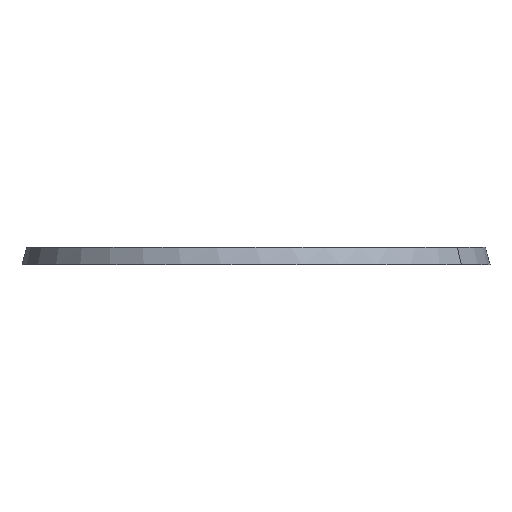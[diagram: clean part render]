
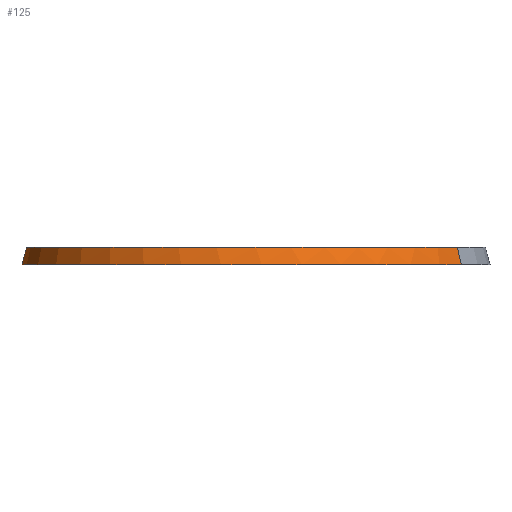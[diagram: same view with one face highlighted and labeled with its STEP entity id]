
A CAD part, left-side view. The second image highlights one B-rep face of the part: STEP entity #125.
In plain terms, the highlighted conical face has half-angle 14.995 degrees and reference radius 50 mm.
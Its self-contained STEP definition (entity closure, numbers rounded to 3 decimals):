
#53=CARTESIAN_POINT('Axis2P3D Location',(0.,0.,280.)) ;
#64=CARTESIAN_POINT('Vertex',(-58.73,-107.505,9.331)) ;
#71=CARTESIAN_POINT('Vertex',(58.73,107.505,9.331)) ;
#74=CARTESIAN_POINT('Line Origine',(41.95,76.788,140.)) ;
#78=CARTESIAN_POINT('Vertex',(59.928,109.698,0.)) ;
#85=CARTESIAN_POINT('Vertex',(-59.928,-109.698,0.)) ;
#88=CARTESIAN_POINT('Line Origine',(-41.95,-76.788,140.)) ;
#101=CARTESIAN_POINT('Axis2P3D Location',(0.,0.,9.331)) ;
#105=CARTESIAN_POINT('Vertex',(-122.501,0.,9.331)) ;
#108=CARTESIAN_POINT('Axis2P3D Location',(0.,0.,9.331)) ;
#113=CARTESIAN_POINT('Axis2P3D Location',(0.,0.,0.)) ;
#54=DIRECTION('Axis2P3D Direction',(0.,0.,-1.)) ;
#55=DIRECTION('Axis2P3D XDirection',(-0.479,-0.878,0.)) ;
#75=DIRECTION('Vector Direction',(0.124,0.227,-0.966)) ;
#89=DIRECTION('Vector Direction',(-0.124,-0.227,-0.966)) ;
#102=DIRECTION('Axis2P3D Direction',(0.,0.,-1.)) ;
#109=DIRECTION('Axis2P3D Direction',(0.,0.,-1.)) ;
#114=DIRECTION('Axis2P3D Direction',(0.,0.,-1.)) ;
#56=AXIS2_PLACEMENT_3D('Cone Axis2P3D',#53,#54,#55) ;
#103=AXIS2_PLACEMENT_3D('Circle Axis2P3D',#101,#102,$) ;
#110=AXIS2_PLACEMENT_3D('Circle Axis2P3D',#108,#109,$) ;
#115=AXIS2_PLACEMENT_3D('Circle Axis2P3D',#113,#114,$) ;
#119=ORIENTED_EDGE('',*,*,#107,.F.) ;
#120=ORIENTED_EDGE('',*,*,#112,.T.) ;
#121=ORIENTED_EDGE('',*,*,#92,.T.) ;
#122=ORIENTED_EDGE('',*,*,#117,.T.) ;
#123=ORIENTED_EDGE('',*,*,#80,.F.) ;
#76=VECTOR('Line Direction',#75,1.) ;
#90=VECTOR('Line Direction',#89,1.) ;
#125=ADVANCED_FACE('Split.3',(#124),#57,.F.) ;
#104=CIRCLE('generated circle',#103,122.501) ;
#111=CIRCLE('generated circle',#110,122.501) ;
#116=CIRCLE('generated circle',#115,125.) ;
#57=CONICAL_SURFACE('Cone',#56,50.,0.262) ;
#80=EDGE_CURVE('',#72,#79,#77,.T.) ;
#92=EDGE_CURVE('',#65,#86,#91,.T.) ;
#107=EDGE_CURVE('',#106,#72,#104,.T.) ;
#112=EDGE_CURVE('',#106,#65,#111,.F.) ;
#117=EDGE_CURVE('',#86,#79,#116,.T.) ;
#118=EDGE_LOOP('',(#119,#120,#121,#122,#123)) ;
#124=FACE_OUTER_BOUND('',#118,.T.) ;
#77=LINE('Line',#74,#76) ;
#91=LINE('Line',#88,#90) ;
#65=VERTEX_POINT('',#64) ;
#72=VERTEX_POINT('',#71) ;
#79=VERTEX_POINT('',#78) ;
#86=VERTEX_POINT('',#85) ;
#106=VERTEX_POINT('',#105) ;
